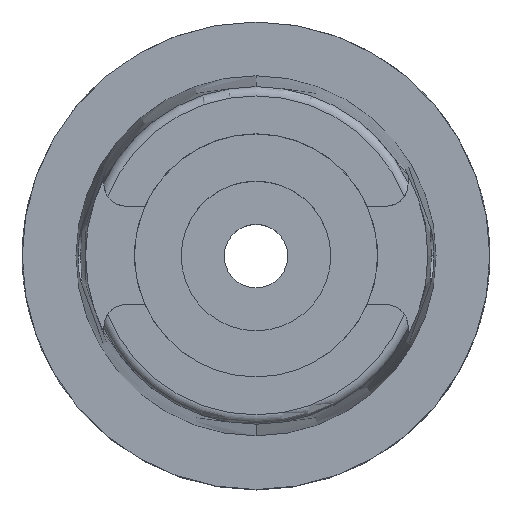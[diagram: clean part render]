
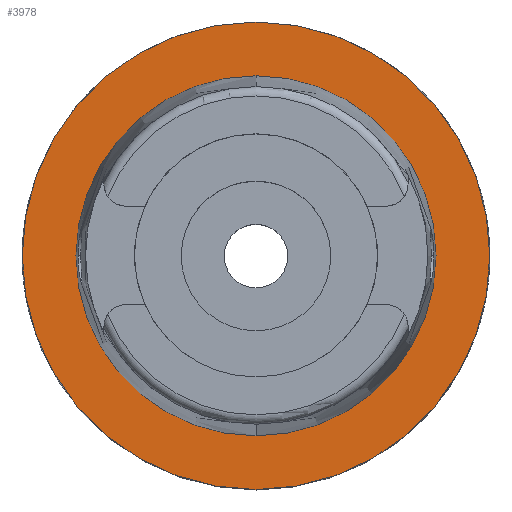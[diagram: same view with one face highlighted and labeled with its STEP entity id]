
A CAD part, top view. The second image highlights one B-rep face of the part: STEP entity #3978.
In plain terms, the highlighted planar face has unit normal (0, 0, 1).
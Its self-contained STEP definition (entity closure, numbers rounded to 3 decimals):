
#1923=CARTESIAN_POINT('',(0.,0.,0.));
#1924=DIRECTION('',(0.,0.,-1.));
#1925=DIRECTION('',(0.,-1.,0.));
#1926=AXIS2_PLACEMENT_3D('',#1923,#1924,#1925);
#1931=CARTESIAN_POINT('',(0.,0.,0.));
#1932=DIRECTION('',(0.,0.,-1.));
#1933=DIRECTION('',(0.,1.,0.));
#1934=AXIS2_PLACEMENT_3D('',#1931,#1932,#1933);
#1939=CARTESIAN_POINT('',(0.,0.,0.));
#1940=DIRECTION('',(0.,0.,1.));
#1941=DIRECTION('',(0.,-1.,0.));
#1942=AXIS2_PLACEMENT_3D('',#1939,#1940,#1941);
#1947=CARTESIAN_POINT('',(0.,0.,0.));
#1948=DIRECTION('',(0.,0.,1.));
#1949=DIRECTION('',(0.,1.,0.));
#1950=AXIS2_PLACEMENT_3D('',#1947,#1948,#1949);
#2320=CARTESIAN_POINT('',(0.,-19.25,0.));
#2321=VERTEX_POINT('',#2320);
#2322=CARTESIAN_POINT('',(0.,19.25,0.));
#2323=VERTEX_POINT('',#2322);
#2579=CARTESIAN_POINT('',(0.,25.,0.));
#2580=VERTEX_POINT('',#2579);
#2581=CARTESIAN_POINT('',(0.,-25.,0.));
#2582=VERTEX_POINT('',#2581);
#3965=CARTESIAN_POINT('',(0.,0.,0.));
#3966=DIRECTION('',(0.,0.,1.));
#3967=DIRECTION('',(0.,1.,0.));
#3968=AXIS2_PLACEMENT_3D('',#3965,#3966,#3967);
#3969=PLANE('',#3968);
#3970=ORIENTED_EDGE('',*,*,#3947,.T.);
#3971=ORIENTED_EDGE('',*,*,#3834,.T.);
#3972=EDGE_LOOP('',(#3970,#3971));
#3973=FACE_OUTER_BOUND('',#3972,.F.);
#3974=ORIENTED_EDGE('',*,*,#2796,.T.);
#3975=ORIENTED_EDGE('',*,*,#2765,.T.);
#3976=EDGE_LOOP('',(#3974,#3975));
#3977=FACE_BOUND('',#3976,.F.);
#1927=CIRCLE('',#1926,25.);
#1935=CIRCLE('',#1934,25.);
#1943=CIRCLE('',#1942,19.25);
#1951=CIRCLE('',#1950,19.25);
#2765=EDGE_CURVE('',#2323,#2321,#1951,.T.);
#2796=EDGE_CURVE('',#2321,#2323,#1943,.T.);
#3834=EDGE_CURVE('',#2580,#2582,#1935,.T.);
#3947=EDGE_CURVE('',#2582,#2580,#1927,.T.);
#3978=ADVANCED_FACE('',(#3973,#3977),#3969,.T.);
